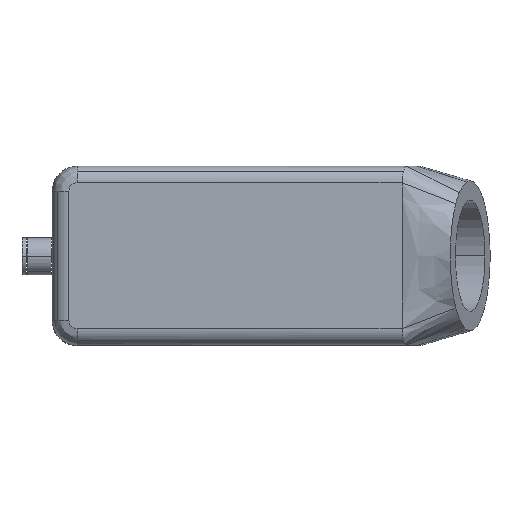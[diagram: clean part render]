
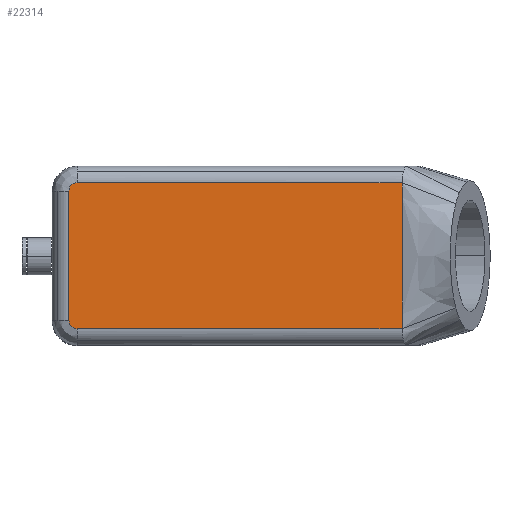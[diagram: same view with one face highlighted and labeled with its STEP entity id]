
A CAD part, top view. The second image highlights one B-rep face of the part: STEP entity #22314.
In plain terms, the highlighted planar face has unit normal (0, 0, 1).
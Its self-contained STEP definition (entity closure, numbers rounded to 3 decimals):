
#185=CARTESIAN_POINT('',(-42.75,-15.5,63.));
#186=VERTEX_POINT('',#185);
#194=CARTESIAN_POINT('',(-42.75,15.5,63.));
#195=VERTEX_POINT('',#194);
#196=CARTESIAN_POINT('',(-42.75,-15.5,63.));
#197=DIRECTION('',(0.0,1.0,0.0));
#198=VECTOR('',#197,31.);
#199=LINE('',#196,#198);
#200=EDGE_CURVE('',#186,#195,#199,.T.);
#8006=CARTESIAN_POINT('',(37.202,-17.5,63.));
#8007=VERTEX_POINT('',#8006);
#8008=CARTESIAN_POINT('',(37.202,-13.993,63.));
#8009=VERTEX_POINT('',#8008);
#8010=CARTESIAN_POINT('',(37.202,-17.5,63.));
#8011=DIRECTION('',(0.0,1.0,0.0));
#8012=VECTOR('',#8011,3.507);
#8013=LINE('',#8010,#8012);
#8014=EDGE_CURVE('',#8007,#8009,#8013,.T.);
#8024=CARTESIAN_POINT('',(37.202,17.5,63.));
#8025=VERTEX_POINT('',#8024);
#8033=CARTESIAN_POINT('',(37.202,13.993,63.));
#8034=VERTEX_POINT('',#8033);
#8035=CARTESIAN_POINT('',(37.202,13.993,63.));
#8036=DIRECTION('',(0.0,1.0,0.0));
#8037=VECTOR('',#8036,3.507);
#8038=LINE('',#8035,#8037);
#8039=EDGE_CURVE('',#8034,#8025,#8038,.T.);
#8041=CARTESIAN_POINT('',(37.202,-13.993,63.));
#8042=DIRECTION('',(0.0,1.0,0.0));
#8043=VECTOR('',#8042,27.986);
#8044=LINE('',#8041,#8043);
#8045=EDGE_CURVE('',#8009,#8034,#8044,.T.);
#22094=CARTESIAN_POINT('',(-40.75,-17.5,63.));
#22095=VERTEX_POINT('',#22094);
#22096=CARTESIAN_POINT('',(37.202,-17.5,63.));
#22097=DIRECTION('',(-1.0,0.0,0.0));
#22098=VECTOR('',#22097,77.952);
#22099=LINE('',#22096,#22098);
#22100=EDGE_CURVE('',#8007,#22095,#22099,.T.);
#22177=CARTESIAN_POINT('',(-40.75,-15.5,63.));
#22178=DIRECTION('',(0.,0.,-1.0));
#22179=DIRECTION('',(-0.707,-0.707,0.));
#22180=AXIS2_PLACEMENT_3D('',#22177,#22178,#22179);
#22181=CIRCLE('',#22180,2.);
#22182=EDGE_CURVE('',#22095,#186,#22181,.T.);
#22258=CARTESIAN_POINT('',(-40.75,17.5,63.));
#22259=VERTEX_POINT('',#22258);
#22272=CARTESIAN_POINT('',(-40.75,15.5,63.));
#22273=DIRECTION('',(0.,0.,-1.0));
#22274=DIRECTION('',(-0.707,0.707,0.));
#22275=AXIS2_PLACEMENT_3D('',#22272,#22273,#22274);
#22276=CIRCLE('',#22275,2.);
#22277=EDGE_CURVE('',#195,#22259,#22276,.T.);
#22289=CARTESIAN_POINT('',(-40.75,17.5,63.));
#22290=DIRECTION('',(1.0,0.0,0.0));
#22291=VECTOR('',#22290,77.952);
#22292=LINE('',#22289,#22291);
#22293=EDGE_CURVE('',#22259,#8025,#22292,.T.);
#22299=CARTESIAN_POINT('',(37.202,0.0,63.));
#22300=DIRECTION('',(0.0,0.0,1.0));
#22301=DIRECTION('',(1.0,0.0,0.0));
#22302=AXIS2_PLACEMENT_3D('',#22299,#22300,#22301);
#22303=PLANE('',#22302);
#22304=ORIENTED_EDGE('',*,*,#22293,.F.);
#22305=ORIENTED_EDGE('',*,*,#22277,.F.);
#22306=ORIENTED_EDGE('',*,*,#200,.F.);
#22307=ORIENTED_EDGE('',*,*,#22182,.F.);
#22308=ORIENTED_EDGE('',*,*,#22100,.F.);
#22309=ORIENTED_EDGE('',*,*,#8014,.T.);
#22310=ORIENTED_EDGE('',*,*,#8045,.T.);
#22311=ORIENTED_EDGE('',*,*,#8039,.T.);
#22312=EDGE_LOOP('',(#22304,#22305,#22306,#22307,#22308,#22309,#22310,#22311));
#22313=FACE_OUTER_BOUND('',#22312,.T.);
#22314=ADVANCED_FACE('',(#22313),#22303,.T.);
